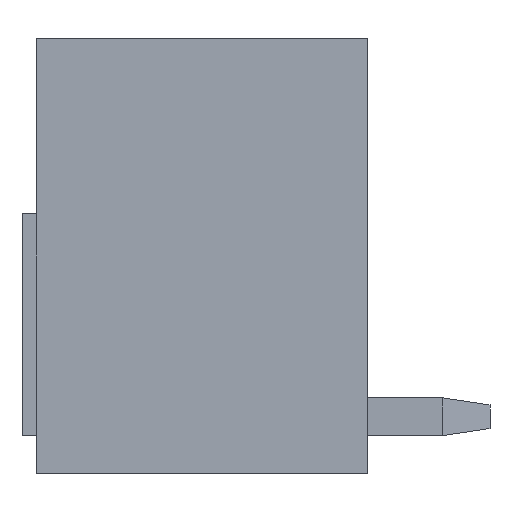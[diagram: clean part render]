
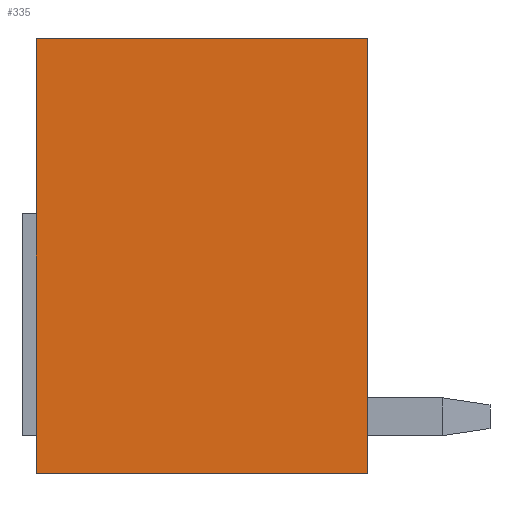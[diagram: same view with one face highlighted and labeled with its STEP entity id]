
A CAD part, left-side view. The second image highlights one B-rep face of the part: STEP entity #335.
In plain terms, the highlighted planar face has unit normal (-1, 0, 0).
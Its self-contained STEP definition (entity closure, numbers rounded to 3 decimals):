
#335 = ADVANCED_FACE( '', ( #765 ), #766, .T. );
#765 = FACE_OUTER_BOUND( '', #1309, .T. );
#766 = PLANE( '', #1310 );
#1309 = EDGE_LOOP( '', ( #2182, #2183, #2184, #2185 ) );
#1310 = AXIS2_PLACEMENT_3D( '', #2186, #2187, #2188 );
#2182 = ORIENTED_EDGE( '', *, *, #3500, .F. );
#2183 = ORIENTED_EDGE( '', *, *, #3283, .F. );
#2184 = ORIENTED_EDGE( '', *, *, #3501, .T. );
#2185 = ORIENTED_EDGE( '', *, *, #3502, .T. );
#2186 = CARTESIAN_POINT( '', ( 0., 7., 9.2 ) );
#2187 = DIRECTION( '', ( -1., 0., 0. ) );
#2188 = DIRECTION( '', ( 0., 0., 1. ) );
#3283 = EDGE_CURVE( '', #3952, #3954, #3955, .T. );
#3500 = EDGE_CURVE( '', #3954, #4308, #4309, .T. );
#3501 = EDGE_CURVE( '', #3952, #4310, #4311, .T. );
#3502 = EDGE_CURVE( '', #4310, #4308, #4312, .T. );
#3952 = VERTEX_POINT( '', #4898 );
#3954 = VERTEX_POINT( '', #4901 );
#3955 = LINE( '', #4902, #4903 );
#4308 = VERTEX_POINT( '', #5418 );
#4309 = LINE( '', #5419, #5420 );
#4310 = VERTEX_POINT( '', #5421 );
#4311 = LINE( '', #5422, #5423 );
#4312 = LINE( '', #5424, #5425 );
#4898 = CARTESIAN_POINT( '', ( 0., 7., 9.2 ) );
#4901 = CARTESIAN_POINT( '', ( 0., 0., 9.2 ) );
#4902 = CARTESIAN_POINT( '', ( 0., 7., 9.2 ) );
#4903 = VECTOR( '', #5993, 1000. );
#5418 = CARTESIAN_POINT( '', ( 0., 0., 0. ) );
#5419 = CARTESIAN_POINT( '', ( 0., 0., 9.2 ) );
#5420 = VECTOR( '', #6207, 1000. );
#5421 = CARTESIAN_POINT( '', ( 0., 7., 0. ) );
#5422 = CARTESIAN_POINT( '', ( 0., 7., 9.2 ) );
#5423 = VECTOR( '', #6208, 1000. );
#5424 = CARTESIAN_POINT( '', ( 0., 7., 0. ) );
#5425 = VECTOR( '', #6209, 1000. );
#5993 = DIRECTION( '', ( 0., -1., 0. ) );
#6207 = DIRECTION( '', ( 0., 0., -1. ) );
#6208 = DIRECTION( '', ( 0., 0., -1. ) );
#6209 = DIRECTION( '', ( 0., -1., 0. ) );
